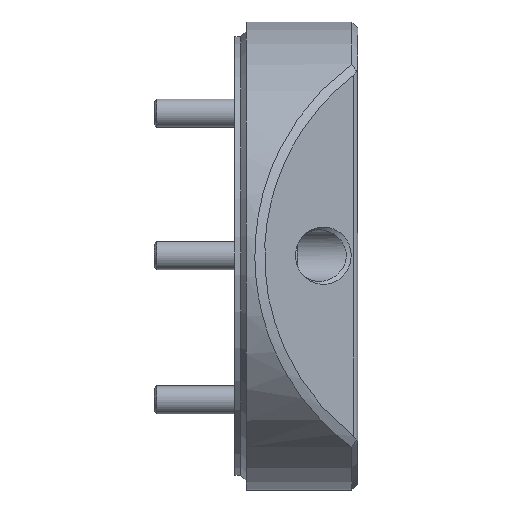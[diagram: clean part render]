
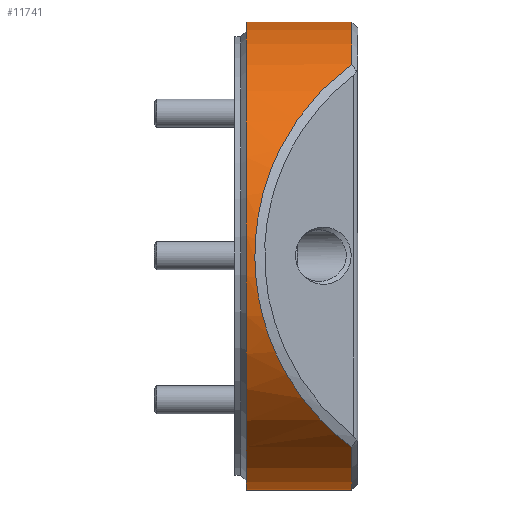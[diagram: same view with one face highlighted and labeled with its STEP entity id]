
A CAD part, top view. The second image highlights one B-rep face of the part: STEP entity #11741.
In plain terms, the highlighted cylindrical face has radius 40.95 mm (diameter 81.9 mm), a partial arc.
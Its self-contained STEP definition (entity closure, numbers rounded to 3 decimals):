
#413=B_SPLINE_CURVE_WITH_KNOTS('',3,(#21500,#21501,#21502,#21503,#21504,
#21505,#21506,#21507,#21508),.UNSPECIFIED.,.F.,.F.,(4,1,1,1,1,1,4),(-0.938,
-0.67,-0.402,-0.134,0.134,
0.67,0.938),.UNSPECIFIED.);
#640=CYLINDRICAL_SURFACE('',#12571,40.95);
#1535=FACE_OUTER_BOUND('',#2254,.T.);
#2254=EDGE_LOOP('',(#9921,#9922,#9923,#9924,#9925,#9926));
#3212=LINE('',#21627,#4362);
#3218=LINE('',#21643,#4368);
#4362=VECTOR('',#14486,10.);
#4368=VECTOR('',#14502,10.);
#5006=CIRCLE('',#12554,40.95);
#5009=CIRCLE('',#12563,40.95);
#5013=CIRCLE('',#12572,40.95);
#5720=VERTEX_POINT('',#21491);
#5721=VERTEX_POINT('',#21499);
#5750=VERTEX_POINT('',#21600);
#5753=VERTEX_POINT('',#21616);
#5755=VERTEX_POINT('',#21626);
#5760=VERTEX_POINT('',#21642);
#7170=EDGE_CURVE('',#5720,#5721,#413,.T.);
#7213=EDGE_CURVE('',#5721,#5750,#5006,.T.);
#7223=EDGE_CURVE('',#5753,#5720,#5009,.T.);
#7226=EDGE_CURVE('',#5750,#5755,#3212,.T.);
#7234=EDGE_CURVE('',#5753,#5760,#3218,.T.);
#7235=EDGE_CURVE('',#5755,#5760,#5013,.T.);
#9921=ORIENTED_EDGE('',*,*,#7223,.F.);
#9922=ORIENTED_EDGE('',*,*,#7234,.T.);
#9923=ORIENTED_EDGE('',*,*,#7235,.F.);
#9924=ORIENTED_EDGE('',*,*,#7226,.F.);
#9925=ORIENTED_EDGE('',*,*,#7213,.F.);
#9926=ORIENTED_EDGE('',*,*,#7170,.F.);
#11741=ADVANCED_FACE('',(#1535),#640,.T.);
#12554=AXIS2_PLACEMENT_3D('',#21601,#14452,#14453);
#12563=AXIS2_PLACEMENT_3D('',#21620,#14477,#14478);
#12571=AXIS2_PLACEMENT_3D('',#21641,#14500,#14501);
#12572=AXIS2_PLACEMENT_3D('',#21644,#14503,#14504);
#14452=DIRECTION('center_axis',(1.,0.,0.));
#14453=DIRECTION('ref_axis',(0.,-0.654,-0.756));
#14477=DIRECTION('center_axis',(1.,0.,0.));
#14478=DIRECTION('ref_axis',(0.,0.654,0.756));
#14486=DIRECTION('',(-1.,0.,0.));
#14500=DIRECTION('center_axis',(1.,0.,0.));
#14501=DIRECTION('ref_axis',(0.,0.654,0.756));
#14502=DIRECTION('',(-1.,0.,0.));
#14503=DIRECTION('center_axis',(-1.,0.,0.));
#14504=DIRECTION('ref_axis',(0.,0.654,0.756));
#21491=CARTESIAN_POINT('',(1.,33.386,23.713));
#21499=CARTESIAN_POINT('',(1.,-33.386,23.713));
#21500=CARTESIAN_POINT('Ctrl Pts',(1.,33.386,23.713));
#21501=CARTESIAN_POINT('Ctrl Pts',(-1.969,31.253,26.715));
#21502=CARTESIAN_POINT('Ctrl Pts',(-7.332,26.166,32.152));
#21503=CARTESIAN_POINT('Ctrl Pts',(-13.077,16.57,38.009));
#21504=CARTESIAN_POINT('Ctrl Pts',(-16.07,5.683,41.073));
#21505=CARTESIAN_POINT('Ctrl Pts',(-16.089,-9.478,41.092));
#21506=CARTESIAN_POINT('Ctrl Pts',(-10.034,-23.639,
34.892));
#21507=CARTESIAN_POINT('Ctrl Pts',(-1.969,-31.253,
26.715));
#21508=CARTESIAN_POINT('Ctrl Pts',(1.,-33.386,
23.713));
#21600=CARTESIAN_POINT('',(1.,-40.838,-3.021));
#21601=CARTESIAN_POINT('Origin',(1.,0.,
0.));
#21616=CARTESIAN_POINT('',(1.,40.838,-3.021));
#21620=CARTESIAN_POINT('Origin',(1.,0.,
0.));
#21626=CARTESIAN_POINT('',(-17.45,-40.838,-3.021));
#21627=CARTESIAN_POINT('',(0.,-40.838,-3.021));
#21641=CARTESIAN_POINT('Origin',(0.,0.,
0.));
#21642=CARTESIAN_POINT('',(-17.45,40.838,-3.021));
#21643=CARTESIAN_POINT('',(0.,40.838,-3.021));
#21644=CARTESIAN_POINT('Origin',(-17.45,0.,
0.));
